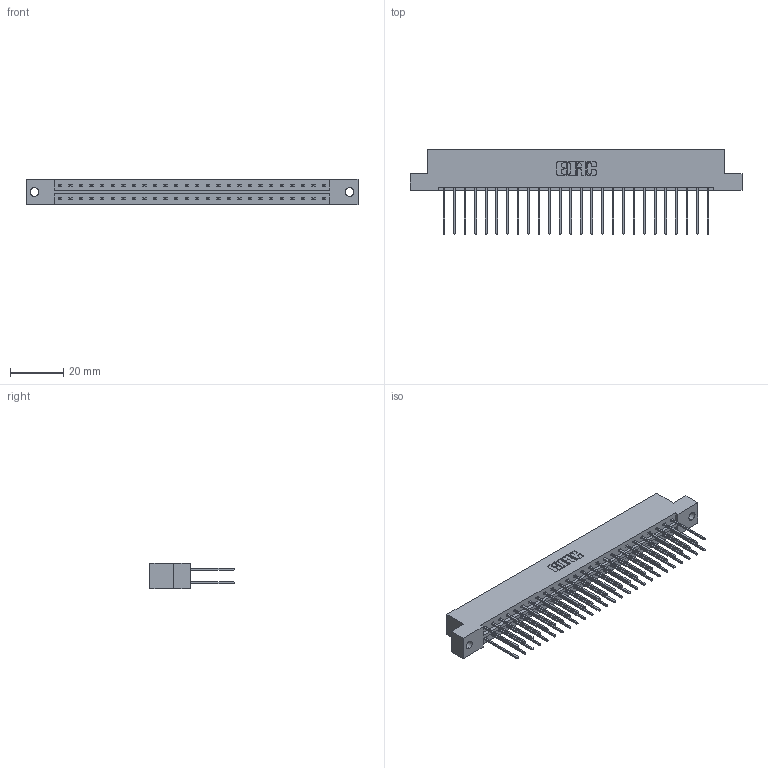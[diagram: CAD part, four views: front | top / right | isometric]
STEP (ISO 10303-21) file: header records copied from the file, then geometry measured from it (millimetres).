
FILE_DESCRIPTION (( 'STEP AP203' ), '1' );
FILE_NAME ('333-052-542-202.STEP', '2018-08-04T02:25:58', ( '' ), ( '' ), 'SwSTEP 2.0', 'SolidWorks 2016', '' );
FILE_SCHEMA (( 'CONFIG_CONTROL_DESIGN' ));
Length unit declared in the file: inch
Products named in the file (3): 333 Part_Flush - .128 Dia; 345-292-001_345-293-142; 333-052-542-202
Assembly tree (53 placements, depth 2):
  333-052-542-202
    333 Part_Flush - .128 Dia
    345-292-001_345-293-142  x52
Bounding box: 124.56 x 31.63 x 9.4 mm (x, y, z)
Volume: 12773.1 mm3; surface area: 15855.1 mm2
Topology: 53 solids, 53 shells, 2818 faces, 8371 edges, 5510 vertices
Faces by surface type: plane 1942, cylinder 876
Entity records: 18817 total; most frequent: CARTESIAN_POINT 3138, ORIENTED_EDGE 3074, DIRECTION 2709, EDGE_CURVE 1537, LINE 1409, VECTOR 1409, VERTEX_POINT 1022, AXIS2_PLACEMENT_3D 650
